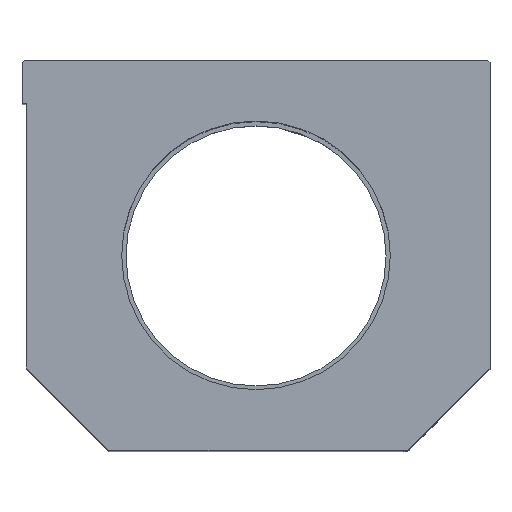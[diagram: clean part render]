
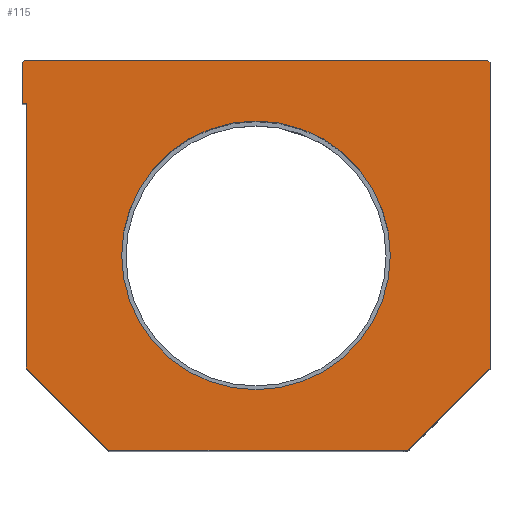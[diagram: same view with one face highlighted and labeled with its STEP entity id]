
A CAD part, top view. The second image highlights one B-rep face of the part: STEP entity #115.
In plain terms, the highlighted planar face has unit normal (0, 0, 1).
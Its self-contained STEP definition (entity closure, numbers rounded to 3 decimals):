
#115 = ADVANCED_FACE( '', ( #273, #274 ), #275, .T. );
#273 = FACE_OUTER_BOUND( '', #488, .T. );
#274 = FACE_BOUND( '', #489, .T. );
#275 = PLANE( '', #490 );
#488 = EDGE_LOOP( '', ( #770, #771, #772, #773, #774, #775, #776, #777, #778, #779 ) );
#489 = EDGE_LOOP( '', ( #780 ) );
#490 = AXIS2_PLACEMENT_3D( '', #781, #782, #783 );
#770 = ORIENTED_EDGE( '', *, *, #1176, .T. );
#771 = ORIENTED_EDGE( '', *, *, #1177, .T. );
#772 = ORIENTED_EDGE( '', *, *, #1137, .T. );
#773 = ORIENTED_EDGE( '', *, *, #1178, .T. );
#774 = ORIENTED_EDGE( '', *, *, #1117, .T. );
#775 = ORIENTED_EDGE( '', *, *, #1172, .T. );
#776 = ORIENTED_EDGE( '', *, *, #1179, .T. );
#777 = ORIENTED_EDGE( '', *, *, #1180, .T. );
#778 = ORIENTED_EDGE( '', *, *, #1181, .T. );
#779 = ORIENTED_EDGE( '', *, *, #1182, .T. );
#780 = ORIENTED_EDGE( '', *, *, #1183, .T. );
#781 = CARTESIAN_POINT( '', ( 0., 0., 176. ) );
#782 = DIRECTION( '', ( 0., 0., 1. ) );
#783 = DIRECTION( '', ( 1., 0., 0. ) );
#1117 = EDGE_CURVE( '', #1305, #1303, #1306, .T. );
#1137 = EDGE_CURVE( '', #1340, #1338, #1341, .T. );
#1172 = EDGE_CURVE( '', #1303, #1395, #1397, .T. );
#1176 = EDGE_CURVE( '', #1402, #1403, #1404, .T. );
#1177 = EDGE_CURVE( '', #1403, #1340, #1405, .T. );
#1178 = EDGE_CURVE( '', #1338, #1305, #1406, .T. );
#1179 = EDGE_CURVE( '', #1395, #1407, #1408, .T. );
#1180 = EDGE_CURVE( '', #1407, #1409, #1410, .T. );
#1181 = EDGE_CURVE( '', #1409, #1411, #1412, .T. );
#1182 = EDGE_CURVE( '', #1411, #1402, #1413, .T. );
#1183 = EDGE_CURVE( '', #1414, #1414, #1415, .T. );
#1303 = VERTEX_POINT( '', #1569 );
#1305 = VERTEX_POINT( '', #1572 );
#1306 = LINE( '', #1573, #1574 );
#1338 = VERTEX_POINT( '', #1616 );
#1340 = VERTEX_POINT( '', #1619 );
#1341 = LINE( '', #1620, #1621 );
#1395 = VERTEX_POINT( '', #1742 );
#1397 = LINE( '', #1745, #1746 );
#1402 = VERTEX_POINT( '', #1753 );
#1403 = VERTEX_POINT( '', #1754 );
#1404 = LINE( '', #1755, #1756 );
#1405 = LINE( '', #1757, #1758 );
#1406 = LINE( '', #1759, #1760 );
#1407 = VERTEX_POINT( '', #1761 );
#1408 = LINE( '', #1762, #1763 );
#1409 = VERTEX_POINT( '', #1764 );
#1410 = LINE( '', #1765, #1766 );
#1411 = VERTEX_POINT( '', #1767 );
#1412 = LINE( '', #1768, #1769 );
#1413 = LINE( '', #1770, #1771 );
#1414 = VERTEX_POINT( '', #1772 );
#1415 = CIRCLE( '', #1773, 31. );
#1569 = CARTESIAN_POINT( '', ( -34., 0., 176. ) );
#1572 = CARTESIAN_POINT( '', ( -53., 19., 176. ) );
#1573 = CARTESIAN_POINT( '', ( -53., 19., 176. ) );
#1574 = VECTOR( '', #1965, 1000. );
#1616 = CARTESIAN_POINT( '', ( -53., 80., 176. ) );
#1619 = CARTESIAN_POINT( '', ( -54., 80., 176. ) );
#1620 = CARTESIAN_POINT( '', ( -54., 80., 176. ) );
#1621 = VECTOR( '', #1989, 1000. );
#1742 = CARTESIAN_POINT( '', ( 35., 0., 176. ) );
#1745 = CARTESIAN_POINT( '', ( -34., 0., 176. ) );
#1746 = VECTOR( '', #2039, 1000. );
#1753 = CARTESIAN_POINT( '', ( -53.5, 90., 176. ) );
#1754 = CARTESIAN_POINT( '', ( -54., 89.5, 176. ) );
#1755 = CARTESIAN_POINT( '', ( -53.5, 90., 176. ) );
#1756 = VECTOR( '', #2042, 1000. );
#1757 = CARTESIAN_POINT( '', ( -54., 89.5, 176. ) );
#1758 = VECTOR( '', #2043, 1000. );
#1759 = CARTESIAN_POINT( '', ( -53., 80., 176. ) );
#1760 = VECTOR( '', #2044, 1000. );
#1761 = CARTESIAN_POINT( '', ( 54., 19., 176. ) );
#1762 = CARTESIAN_POINT( '', ( 35., 0., 176. ) );
#1763 = VECTOR( '', #2045, 1000. );
#1764 = CARTESIAN_POINT( '', ( 54., 89.5, 176. ) );
#1765 = CARTESIAN_POINT( '', ( 54., 19., 176. ) );
#1766 = VECTOR( '', #2046, 1000. );
#1767 = CARTESIAN_POINT( '', ( 53.5, 90., 176. ) );
#1768 = CARTESIAN_POINT( '', ( 54., 89.5, 176. ) );
#1769 = VECTOR( '', #2047, 1000. );
#1770 = CARTESIAN_POINT( '', ( 53.5, 90., 176. ) );
#1771 = VECTOR( '', #2048, 1000. );
#1772 = CARTESIAN_POINT( '', ( -31., 45., 176. ) );
#1773 = AXIS2_PLACEMENT_3D( '', #2049, #2050, #2051 );
#1965 = DIRECTION( '', ( 0.707, -0.707, 0. ) );
#1989 = DIRECTION( '', ( 1., 0., 0. ) );
#2039 = DIRECTION( '', ( 1., 0., 0. ) );
#2042 = DIRECTION( '', ( -0.707, -0.707, 0. ) );
#2043 = DIRECTION( '', ( 0., -1., 0. ) );
#2044 = DIRECTION( '', ( 0., -1., 0. ) );
#2045 = DIRECTION( '', ( 0.707, 0.707, 0. ) );
#2046 = DIRECTION( '', ( 0., 1., 0. ) );
#2047 = DIRECTION( '', ( -0.707, 0.707, 0. ) );
#2048 = DIRECTION( '', ( -1., 0., 0. ) );
#2049 = CARTESIAN_POINT( '', ( 0., 45., 176. ) );
#2050 = DIRECTION( '', ( 0., 0., -1. ) );
#2051 = DIRECTION( '', ( -1., 0., 0. ) );
